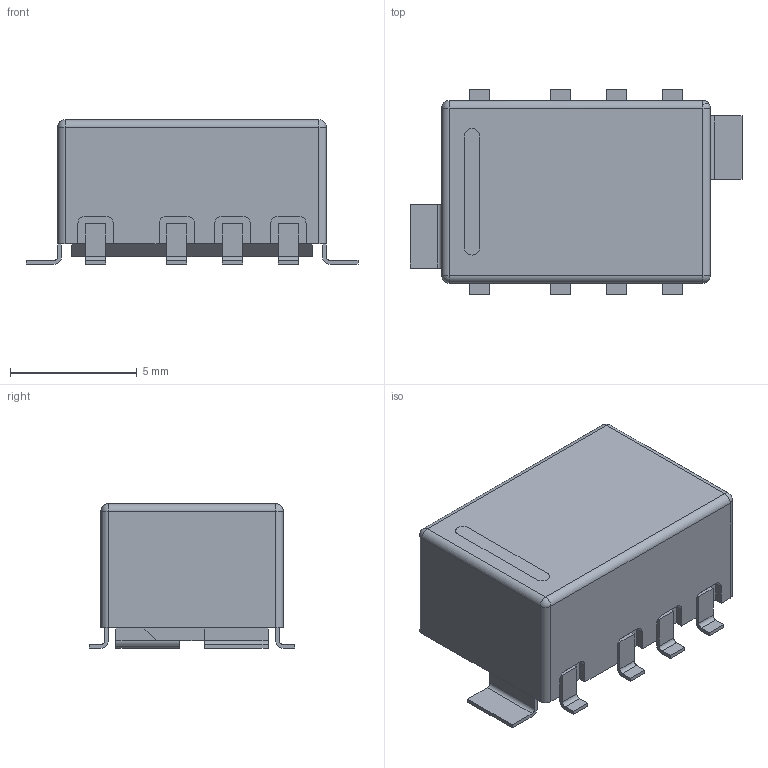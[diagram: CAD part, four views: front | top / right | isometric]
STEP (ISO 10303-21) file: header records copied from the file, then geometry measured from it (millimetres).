
FILE_DESCRIPTION((''),'2;1');
FILE_NAME('REL_OMRON_G6K-2F-RF.stp','2013-06-19T15:17:36',(''),(''),'Mechanical Desktop 2011','Mechanical Desktop 2011',', , ');
FILE_SCHEMA(('AUTOMOTIVE_DESIGN { 1 2 10303 214 1 1 1 1 }'));
Length unit declared in the file: millimetre
Products named in the file (1): Product
Bounding box: 13.1 x 8.1 x 5.7 mm (x, y, z)
Volume: 388.5 mm3; surface area: 880.4 mm2
Topology: 14 solids, 14 shells, 194 faces, 486 edges, 319 vertices
Faces by surface type: plane 89, bspline 62, cylinder 38, sphere 5
Entity records: 5923 total; most frequent: CARTESIAN_POINT 1324, ORIENTED_EDGE 968, DIRECTION 850, EDGE_CURVE 484, VECTOR 384, LINE 384, VERTEX_POINT 319, AXIS2_PLACEMENT_3D 233
